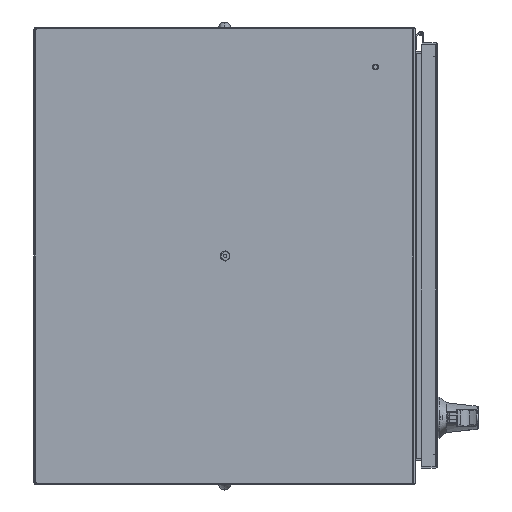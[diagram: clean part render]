
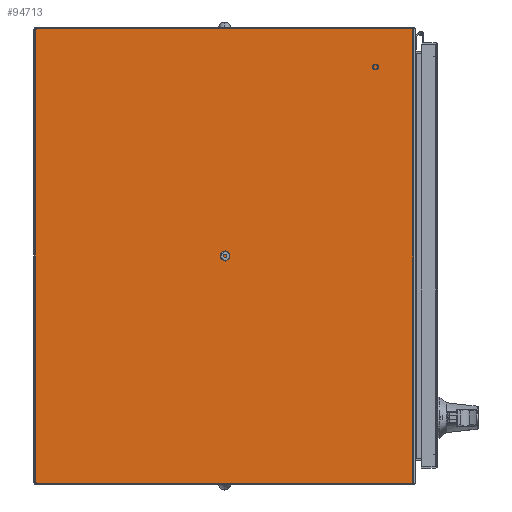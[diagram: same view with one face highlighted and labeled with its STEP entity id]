
A CAD part, front view. The second image highlights one B-rep face of the part: STEP entity #94713.
In plain terms, the highlighted face is planar.
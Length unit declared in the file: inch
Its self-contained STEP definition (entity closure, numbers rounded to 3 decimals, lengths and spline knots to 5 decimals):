
#3818 = DIRECTION ( 'NONE',  ( 0., 0., 1. ) ) ;
#6270 = DIRECTION ( 'NONE',  ( 0., -1., 0. ) ) ;
#6601 = AXIS2_PLACEMENT_3D ( 'NONE', #11424, #3818, #12555 ) ;
#6840 = CARTESIAN_POINT ( 'NONE',  ( -11.935, 10., 0. ) ) ;
#11424 = CARTESIAN_POINT ( 'NONE',  ( -11.935, -10., 0. ) ) ;
#12503 = LINE ( 'NONE', #46688, #66996 ) ;
#12555 = DIRECTION ( 'NONE',  ( 1., 0., 0. ) ) ;
#15041 = EDGE_LOOP ( 'NONE', ( #47133, #97367, #40836, #21413 ) ) ;
#20259 = CARTESIAN_POINT ( 'NONE',  ( -11.935, -9.857, 0. ) ) ;
#21413 = ORIENTED_EDGE ( 'NONE', *, *, #31662, .F. ) ;
#22374 = CARTESIAN_POINT ( 'NONE',  ( 11.935, 10., 0. ) ) ;
#23024 = DIRECTION ( 'NONE',  ( 0., 1., 0. ) ) ;
#30279 = CARTESIAN_POINT ( 'NONE',  ( -11.935, 10., 0. ) ) ;
#30509 = VERTEX_POINT ( 'NONE', #20259 ) ;
#31238 = VERTEX_POINT ( 'NONE', #83363 ) ;
#31662 = EDGE_CURVE ( 'NONE', #31238, #62619, #110774, .T. ) ;
#40836 = ORIENTED_EDGE ( 'NONE', *, *, #92121, .F. ) ;
#46688 = CARTESIAN_POINT ( 'NONE',  ( -11.935, -9.857, 0. ) ) ;
#47133 = ORIENTED_EDGE ( 'NONE', *, *, #86108, .F. ) ;
#50044 = CARTESIAN_POINT ( 'NONE',  ( 11.935, -10., 0. ) ) ;
#52233 = LINE ( 'NONE', #58316, #108244 ) ;
#53805 = FACE_OUTER_BOUND ( 'NONE', #15041, .T. ) ;
#56443 = VECTOR ( 'NONE', #100885, 39.37008 ) ;
#58236 = VERTEX_POINT ( 'NONE', #6840 ) ;
#58316 = CARTESIAN_POINT ( 'NONE',  ( -11.935, -10., 0. ) ) ;
#62619 = VERTEX_POINT ( 'NONE', #22374 ) ;
#64437 = VECTOR ( 'NONE', #23024, 39.37008 ) ;
#64674 = PLANE ( 'NONE',  #6601 ) ;
#64685 = LINE ( 'NONE', #30279, #56443 ) ;
#66996 = VECTOR ( 'NONE', #81399, 39.37008 ) ;
#70370 = EDGE_CURVE ( 'NONE', #58236, #30509, #52233, .T. ) ;
#81399 = DIRECTION ( 'NONE',  ( 1., 0., 0. ) ) ;
#83363 = CARTESIAN_POINT ( 'NONE',  ( 11.935, -9.857, 0. ) ) ;
#86108 = EDGE_CURVE ( 'NONE', #30509, #31238, #12503, .T. ) ;
#92121 = EDGE_CURVE ( 'NONE', #62619, #58236, #64685, .T. ) ;
#94713 = ADVANCED_FACE ( 'NONE', ( #53805 ), #64674, .F. ) ;
#97367 = ORIENTED_EDGE ( 'NONE', *, *, #70370, .F. ) ;
#100885 = DIRECTION ( 'NONE',  ( -1., 0., 0. ) ) ;
#108244 = VECTOR ( 'NONE', #6270, 39.37008 ) ;
#110774 = LINE ( 'NONE', #50044, #64437 ) ;
